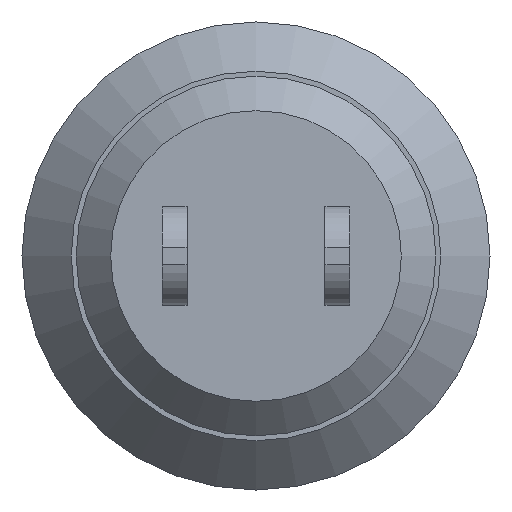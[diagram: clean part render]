
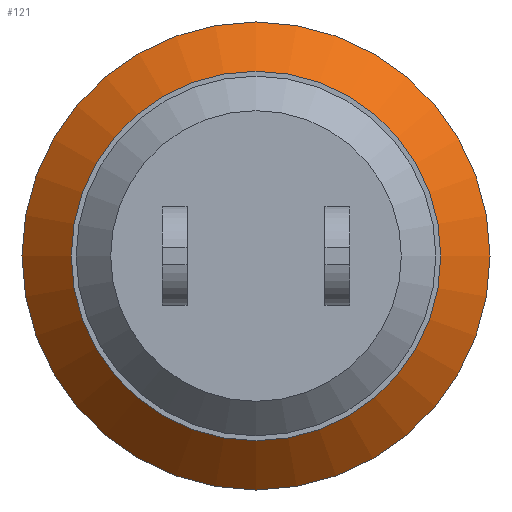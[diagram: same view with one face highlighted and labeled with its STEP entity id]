
A CAD part, front view. The second image highlights one B-rep face of the part: STEP entity #121.
In plain terms, the highlighted conical face has half-angle 45 degrees and reference radius 4.25 mm.
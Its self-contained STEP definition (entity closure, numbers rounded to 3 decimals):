
#121=ADVANCED_FACE('',(#383,#385),#387,.T.);
#383=FACE_BOUND('',#384,.T.);
#384=EDGE_LOOP('',(#558,#559));
#385=FACE_OUTER_BOUND('',#386,.T.);
#386=EDGE_LOOP('',(#560));
#387=CONICAL_SURFACE('',#388,4.25,0.785);
#388=AXIS2_PLACEMENT_3D('',#389,#390,#391);
#389=CARTESIAN_POINT('',(0.,6.1,0.));
#390=DIRECTION('',(0.,1.,0.));
#391=DIRECTION('',(0.,0.,1.));
#558=ORIENTED_EDGE('',*,*,#654,.F.);
#559=ORIENTED_EDGE('',*,*,#653,.F.);
#560=ORIENTED_EDGE('',*,*,#651,.F.);
#651=EDGE_CURVE('',#720,#720,#721,.T.);
#653=EDGE_CURVE('',#724,#725,#726,.T.);
#654=EDGE_CURVE('',#725,#724,#727,.T.);
#720=VERTEX_POINT('',#850);
#721=CIRCLE('',#851,3.75);
#724=VERTEX_POINT('',#860);
#725=VERTEX_POINT('',#861);
#726=CIRCLE('',#862,4.75);
#727=CIRCLE('',#866,4.75);
#850=CARTESIAN_POINT('',(0.,5.6,3.75));
#851=AXIS2_PLACEMENT_3D('',#852,#853,#854);
#852=CARTESIAN_POINT('',(0.,5.6,0.));
#853=DIRECTION('',(0.,-1.,0.));
#854=DIRECTION('',(0.,0.,1.));
#860=CARTESIAN_POINT('',(0.,6.6,4.75));
#861=CARTESIAN_POINT('',(0.,6.6,-4.75));
#862=AXIS2_PLACEMENT_3D('',#863,#864,#865);
#863=CARTESIAN_POINT('',(0.,6.6,0.));
#864=DIRECTION('',(0.,1.,0.));
#865=DIRECTION('',(0.,0.,1.));
#866=AXIS2_PLACEMENT_3D('',#867,#868,#869);
#867=CARTESIAN_POINT('',(0.,6.6,0.));
#868=DIRECTION('',(0.,1.,0.));
#869=DIRECTION('',(0.,0.,-1.));
